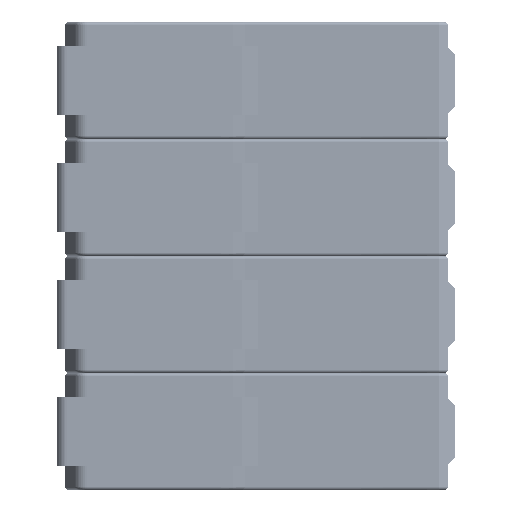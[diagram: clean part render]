
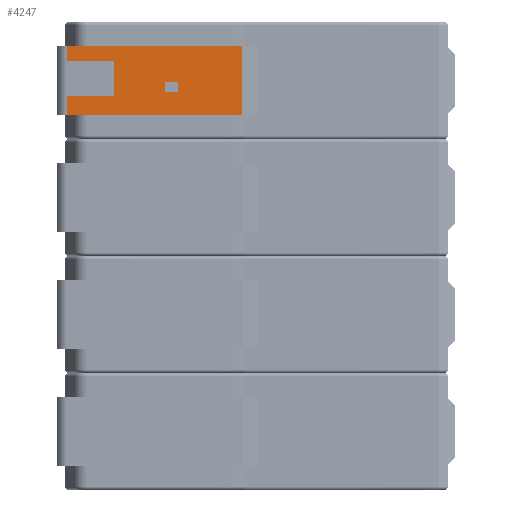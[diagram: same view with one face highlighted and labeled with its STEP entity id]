
A CAD part, front view. The second image highlights one B-rep face of the part: STEP entity #4247.
In plain terms, the highlighted planar face has unit normal (0, -1, 0).
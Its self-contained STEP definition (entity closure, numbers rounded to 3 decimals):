
#1043=FACE_BOUND('',#8074,.T.);
#1044=FACE_BOUND('',#8075,.T.);
#2364=PLANE('',#36963);
#4247=ADVANCED_FACE('',(#1043,#1044),#2364,.F.);
#8074=EDGE_LOOP('',(#24967,#24968,#24969,#24970));
#8075=EDGE_LOOP('',(#24971,#24972,#24973,#24974,#24975,#24976,#24977,#24978));
#11736=LINE('',#62200,#15515);
#11776=LINE('',#62292,#15555);
#11777=LINE('',#62295,#15556);
#11778=LINE('',#62297,#15557);
#11779=LINE('',#62299,#15558);
#11780=LINE('',#62300,#15559);
#11781=LINE('',#62303,#15560);
#11782=LINE('',#62305,#15561);
#11783=LINE('',#62307,#15562);
#11784=LINE('',#62309,#15563);
#11785=LINE('',#62311,#15564);
#11786=LINE('',#62312,#15565);
#15515=VECTOR('',#45581,1.);
#15555=VECTOR('',#45637,1.);
#15556=VECTOR('',#45638,1.);
#15557=VECTOR('',#45639,1.);
#15558=VECTOR('',#45640,1.);
#15559=VECTOR('',#45641,1.);
#15560=VECTOR('',#45642,1.);
#15561=VECTOR('',#45643,1.);
#15562=VECTOR('',#45644,1.);
#15563=VECTOR('',#45645,1.);
#15564=VECTOR('',#45646,1.);
#15565=VECTOR('',#45647,1.);
#24967=ORIENTED_EDGE('',*,*,#33415,.F.);
#24968=ORIENTED_EDGE('',*,*,#33416,.F.);
#24969=ORIENTED_EDGE('',*,*,#33417,.F.);
#24970=ORIENTED_EDGE('',*,*,#33418,.F.);
#24971=ORIENTED_EDGE('',*,*,#33419,.F.);
#24972=ORIENTED_EDGE('',*,*,#33420,.T.);
#24973=ORIENTED_EDGE('',*,*,#33421,.F.);
#24974=ORIENTED_EDGE('',*,*,#33422,.F.);
#24975=ORIENTED_EDGE('',*,*,#33423,.F.);
#24976=ORIENTED_EDGE('',*,*,#33424,.T.);
#24977=ORIENTED_EDGE('',*,*,#33370,.T.);
#24978=ORIENTED_EDGE('',*,*,#33425,.F.);
#28581=VERTEX_POINT('',#62201);
#28582=VERTEX_POINT('',#62202);
#28625=VERTEX_POINT('',#62293);
#28626=VERTEX_POINT('',#62294);
#28627=VERTEX_POINT('',#62296);
#28628=VERTEX_POINT('',#62298);
#28629=VERTEX_POINT('',#62301);
#28630=VERTEX_POINT('',#62302);
#28631=VERTEX_POINT('',#62304);
#28632=VERTEX_POINT('',#62306);
#28633=VERTEX_POINT('',#62308);
#28634=VERTEX_POINT('',#62310);
#33370=EDGE_CURVE('',#28581,#28582,#11736,.T.);
#33415=EDGE_CURVE('',#28625,#28626,#11776,.T.);
#33416=EDGE_CURVE('',#28627,#28625,#11777,.T.);
#33417=EDGE_CURVE('',#28628,#28627,#11778,.T.);
#33418=EDGE_CURVE('',#28626,#28628,#11779,.T.);
#33419=EDGE_CURVE('',#28629,#28630,#11780,.T.);
#33420=EDGE_CURVE('',#28629,#28631,#11781,.T.);
#33421=EDGE_CURVE('',#28632,#28631,#11782,.T.);
#33422=EDGE_CURVE('',#28633,#28632,#11783,.T.);
#33423=EDGE_CURVE('',#28634,#28633,#11784,.T.);
#33424=EDGE_CURVE('',#28634,#28581,#11785,.T.);
#33425=EDGE_CURVE('',#28630,#28582,#11786,.T.);
#36963=AXIS2_PLACEMENT_3D('',#62313,#45648,#45649);
#45581=DIRECTION('',(1.,0.,0.));
#45637=DIRECTION('',(0.,0.,-1.));
#45638=DIRECTION('',(-1.,0.,0.));
#45639=DIRECTION('',(0.,0.,1.));
#45640=DIRECTION('',(1.,0.,0.));
#45641=DIRECTION('',(1.,0.,0.));
#45642=DIRECTION('',(0.,0.,-1.));
#45643=DIRECTION('',(-1.,0.,0.));
#45644=DIRECTION('',(0.,0.,1.));
#45645=DIRECTION('',(1.,0.,0.));
#45646=DIRECTION('',(0.,0.,-1.));
#45647=DIRECTION('',(0.,0.,-1.));
#45648=DIRECTION('',(0.,1.,0.));
#45649=DIRECTION('',(1.,0.,0.));
#62200=CARTESIAN_POINT('',(-45.914,-44.124,-27.978));
#62201=CARTESIAN_POINT('',(-42.914,-44.124,-27.978));
#62202=CARTESIAN_POINT('',(9.761,-44.124,-27.978));
#62292=CARTESIAN_POINT('',(-13.414,-44.124,-7.178));
#62293=CARTESIAN_POINT('',(-13.414,-44.124,-18.056));
#62294=CARTESIAN_POINT('',(-13.414,-44.124,-21.056));
#62295=CARTESIAN_POINT('',(-45.914,-44.124,-18.056));
#62296=CARTESIAN_POINT('',(-9.414,-44.124,-18.056));
#62297=CARTESIAN_POINT('',(-9.414,-44.124,-7.178));
#62298=CARTESIAN_POINT('',(-9.414,-44.124,-21.056));
#62299=CARTESIAN_POINT('',(-45.914,-44.124,-21.056));
#62300=CARTESIAN_POINT('',(-45.914,-44.124,-7.178));
#62301=CARTESIAN_POINT('',(-42.914,-44.124,-7.178));
#62302=CARTESIAN_POINT('',(9.761,-44.124,-7.178));
#62303=CARTESIAN_POINT('',(-42.914,-44.124,-7.178));
#62304=CARTESIAN_POINT('',(-42.914,-44.124,-11.828));
#62305=CARTESIAN_POINT('',(-45.914,-44.124,-11.828));
#62306=CARTESIAN_POINT('',(-28.914,-44.124,-11.828));
#62307=CARTESIAN_POINT('',(-28.914,-44.124,-7.178));
#62308=CARTESIAN_POINT('',(-28.914,-44.124,-22.328));
#62309=CARTESIAN_POINT('',(-45.914,-44.124,-22.328));
#62310=CARTESIAN_POINT('',(-42.914,-44.124,-22.328));
#62311=CARTESIAN_POINT('',(-42.914,-44.124,-7.178));
#62312=CARTESIAN_POINT('',(9.761,-44.124,-7.178));
#62313=CARTESIAN_POINT('',(-45.914,-44.124,-7.178));
